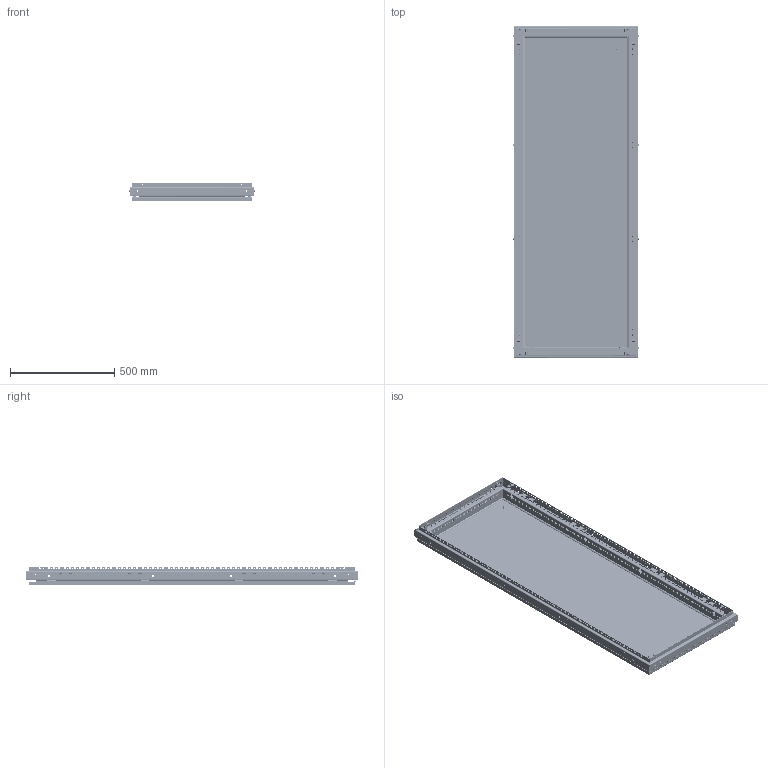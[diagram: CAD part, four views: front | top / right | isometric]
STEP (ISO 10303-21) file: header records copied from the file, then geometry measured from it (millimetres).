
FILE_DESCRIPTION (( 'STEP AP214' ), '1' );
FILE_NAME ('Ñâàðíàÿ ðàìà ñ çàäíåé ïàíåëüþ W600H1600.STEP', '2024-08-14T07:59:53', ( '' ), ( '' ), 'SwSTEP 2.0', 'SolidWorks 2021', '' );
FILE_SCHEMA (( 'AUTOMOTIVE_DESIGN' ));
Length unit declared in the file: millimetre
Products named in the file (19): Ñâàðíàÿ ðàìà W600H1600; Çàäíÿÿ ïàíåëü W600H1600; Ãîðèçîíòàëüíûé ïðîôèëü W600; Øïèëüêà ïðèâàðíàÿ Ì6õ16; Ãîðèçîíòàëüíûé ïðîôèëü2 W600; Ãàéêà êëåòüåâàÿ DIN 88109-Ì6-(1,7-2,5)-Zn ; Áîáûøêà; Êðåïëåíèå çàäíåé ïàíåëè; Áîêîâîé ïðîôèëü H1600; Ñâàðíàÿ ðàìà ñ çàäíåé ïàíåëüþ W600H1600; Áîêîâîé ïðîôèëü2 H1600; 600.000; Çàäíÿÿ ïàíåëü ÑÁ W600H1600; Ãîðèçîíòàëüíûé ïðîôèëü1 W600; Áîêîâîé ïðîôèëü1 H1600; Âèíò Ì6õ16 ìåáåëüíûé; Ãàñêåòèíã çàäíåé ïàíåëè W600H1600; Çàêëåïêà ðåçüáîâàÿ Ì6 øåñòèãðàííàÿ ñ óìåíüøåííûì áîðòîì; Çàêëåïêà ðåçüáîâàÿ Ì8 øåñòèãðàííàÿ ñ óìåíüøåííûì áîðòîì
Assembly tree (92 placements, depth 4):
  Ñâàðíàÿ ðàìà ñ çàäíåé ïàíåëüþ W600H1600
    Ñâàðíàÿ ðàìà W600H1600
      Ãîðèçîíòàëüíûé ïðîôèëü W600  x2
        Ãîðèçîíòàëüíûé ïðîôèëü1 W600
        Ãîðèçîíòàëüíûé ïðîôèëü2 W600
        600.000
        Áîáûøêà
      Áîêîâîé ïðîôèëü H1600  x2
        Áîêîâîé ïðîôèëü1 H1600
        Áîêîâîé ïðîôèëü2 H1600
      Çàêëåïêà ðåçüáîâàÿ Ì8 øåñòèãðàííàÿ ñ óìåíüøåííûì áîðòîì  x8
      Çàêëåïêà ðåçüáîâàÿ Ì6 øåñòèãðàííàÿ ñ óìåíüøåííûì áîðòîì  x26
    Çàäíÿÿ ïàíåëü ÑÁ W600H1600
      Çàäíÿÿ ïàíåëü W600H1600
      Ãàñêåòèíã çàäíåé ïàíåëè W600H1600
      Øïèëüêà ïðèâàðíàÿ Ì6õ16  x2
    Êðåïëåíèå çàäíåé ïàíåëè  x8
    Âèíò Ì6õ16 ìåáåëüíûé  x24
    Ãàéêà êëåòüåâàÿ DIN 88109-Ì6-(1,7-2,5)-Zn   x8
Bounding box: 601.2 x 1596 x 90.9 mm (x, y, z)
Volume: 3684430.6 mm3; surface area: 4161279.1 mm2
Topology: 94 solids, 94 shells, 8316 faces, 22076 edges, 13994 vertices
Faces by surface type: plane 4461, cylinder 3081, cone 472, bspline 250, torus 52
Entity records: 81561 total; most frequent: CARTESIAN_POINT 21350, ORIENTED_EDGE 12336, DIRECTION 11717, EDGE_CURVE 6168, VECTOR 4605, LINE 4605, VERTEX_POINT 4002, AXIS2_PLACEMENT_3D 3556
